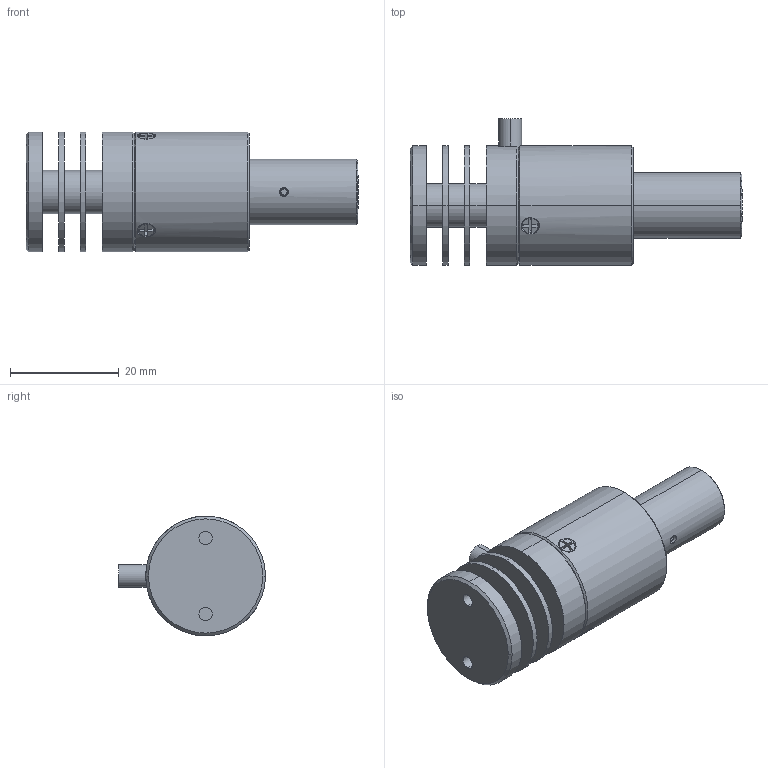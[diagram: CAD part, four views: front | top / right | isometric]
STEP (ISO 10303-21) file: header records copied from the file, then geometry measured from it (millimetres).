
FILE_DESCRIPTION (( 'STEP AP214' ), '1' );
FILE_NAME ('21874.step', '2022-08-25T15:43:23', ( '' ), ( '' ), 'SwSTEP 2.0', 'SolidWorks 2021', '' );
FILE_SCHEMA (( 'AUTOMOTIVE_DESIGN' ));
Length unit declared in the file: inch
Products named in the file (1): 21874
Bounding box: 61 x 27 x 22 mm (x, y, z)
Volume: 14880.7 mm3; surface area: 6131.4 mm2
Topology: 1 solids, 1 shells, 119 faces, 291 edges, 190 vertices
Faces by surface type: plane 67, cylinder 34, cone 18
Entity records: 3728 total; most frequent: CARTESIAN_POINT 796, DIRECTION 607, ORIENTED_EDGE 582, EDGE_CURVE 291, AXIS2_PLACEMENT_3D 209, VERTEX_POINT 190, LINE 189, VECTOR 189
